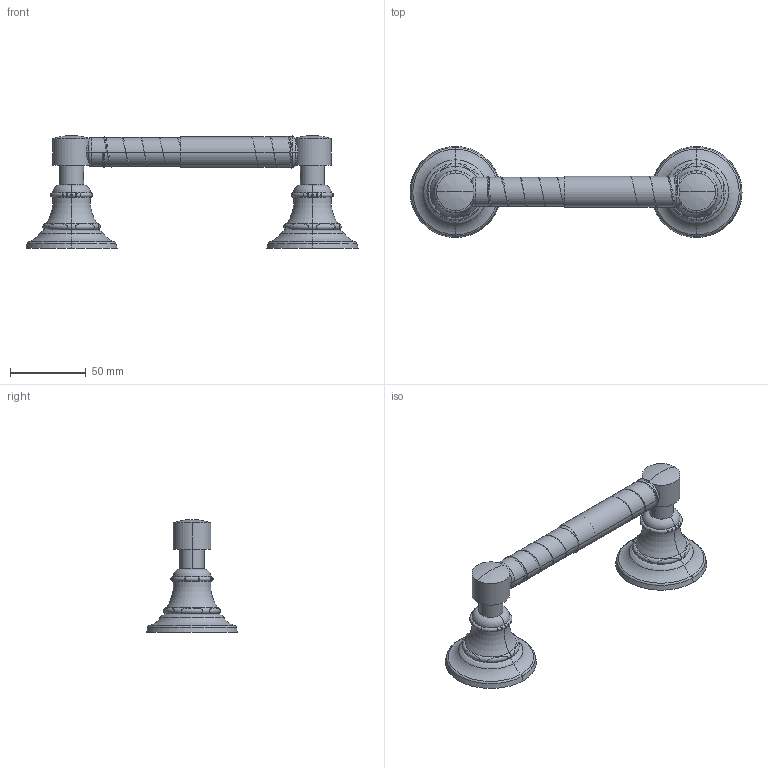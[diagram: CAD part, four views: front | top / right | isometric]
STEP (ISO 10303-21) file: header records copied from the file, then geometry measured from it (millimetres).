
FILE_DESCRIPTION((''),'2;1');
FILE_NAME('33-28_WEB','2010-07-28T',('pnmurthy'),(''),'PRO/ENGINEER BY PARAMETRIC TECHNOLOGY CORPORATION, 2009300','PRO/ENGINEER BY PARAMETRIC TECHNOLOGY CORPORATION, 2009300','');
FILE_SCHEMA(('CONFIG_CONTROL_DESIGN'));
Length unit declared in the file: inch
Products named in the file (1): 33-28_WEB
Bounding box: 218.82 x 60.07 x 74.3 mm (x, y, z)
Surface area: 37991.4 mm2 (no closed solid volume)
Topology: 0 solids, 61 shells, 166 faces, 388 edges, 272 vertices
Faces by surface type: plane 62, torus 36, bspline 34, cylinder 22, cone 12
Entity records: 13809 total; most frequent: CARTESIAN_POINT 10494, DIRECTION 610, ORIENTED_EDGE 600, EDGE_CURVE 384, VERTEX_POINT 272, AXIS2_PLACEMENT_3D 266, B_SPLINE_CURVE_WITH_KNOTS 172, EDGE_LOOP 166
